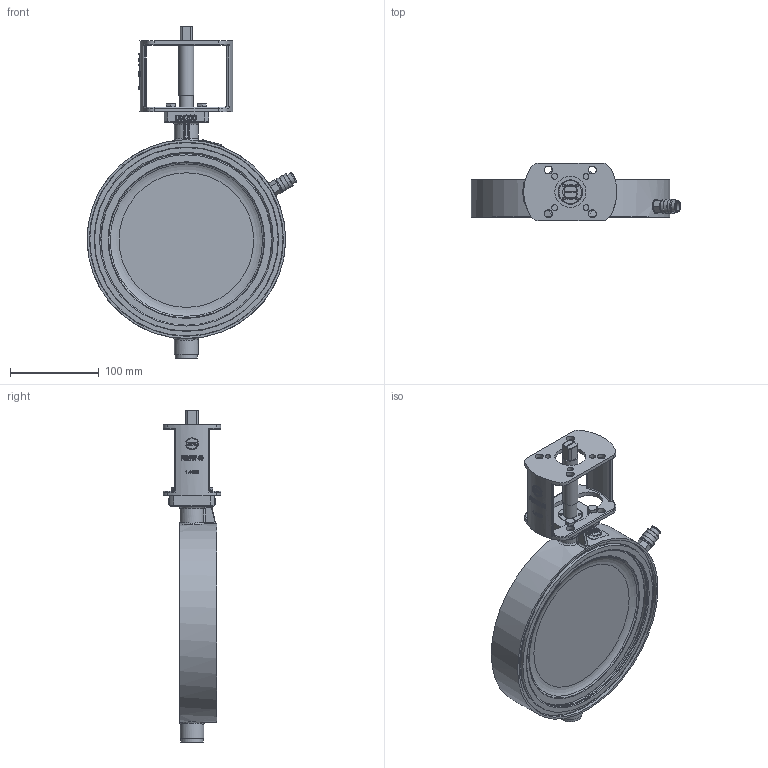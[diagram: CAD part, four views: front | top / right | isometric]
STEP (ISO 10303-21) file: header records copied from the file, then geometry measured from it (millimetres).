
FILE_DESCRIPTION((''),'2;1');
FILE_NAME('Q011DN200-fr.Welle.stp','2013-07-24T08:43:27',('hellwig'),(''),'Autodesk Inventor 2011','Autodesk Inventor 2011','');
FILE_SCHEMA(('CONFIG_CONTROL_DESIGN'));
Length unit declared in the file: millimetre
Products named in the file (14): Q5WZ-200-0001-30; Q5WF-200-0000-20; DIN 908 (Feingewinde) M20 x 1,5; DIN 913 M8 x 20; DIN 6885 A A 5 x 5 x 18; DIN 913 M6 x 6; 20091020B000000000000000000000000000002; KDXF-200-0002-41; SDFF-200-0001-30; WOVS-200-0062-40; WUVS-200-0005-40; 65XF-065-0002-41; DIN 933 - ersetzt durch DIN EN 24017 M6  x 12; KLXF-200-0006-30
Assembly tree (18 placements, depth 2):
  Q5WZ-200-0001-30
    Q5WF-200-0000-20
    DIN 908 (Feingewinde) M20 x 1,5
    DIN 913 M8 x 20
    DIN 6885 A A 5 x 5 x 18
    DIN 913 M6 x 6  x2
    20091020B000000000000000000000000000002
    KDXF-200-0002-41
    SDFF-200-0001-30
    WOVS-200-0062-40
    WUVS-200-0005-40
    65XF-065-0002-41
    DIN 933 - ersetzt durch DIN EN 24017 M6  x 12  x4
    KLXF-200-0006-30  x2
Bounding box: 236.68 x 65 x 374.5 mm (x, y, z)
Volume: 778865.2 mm3; surface area: 240554.1 mm2
Topology: 18 solids, 18 shells, 1129 faces, 2768 edges, 1745 vertices
Faces by surface type: plane 435, bspline 307, cylinder 234, cone 75, torus 71, sphere 7
Full cylindrical faces by diameter (mm): 2 x1, 3 x4, 4.917 x2, 5 x1, 5.459 x4, 6 x6, 6.6 x8, 6.647 x1, 7 x4, 8 x1, 8.566 x1, 8.7 x4, 9 x8, 9.7 x1, 10 x1, 12 x2, 14 x1, 15 x3, 15.1 x3, 16 x4, 16.5 x2, 17 x3, 18.376 x1, 18.9 x2, 20 x1, 22 x1, 24 x1, 25 x1, 25.376 x1, 27 x2
Entity records: 69546 total; most frequent: CARTESIAN_POINT 46349, ORIENTED_EDGE 4890, DIRECTION 3843, EDGE_CURVE 2445, VERTEX_POINT 1625, AXIS2_PLACEMENT_3D 1398, EDGE_LOOP 1324, FACE_OUTER_BOUND 1050
